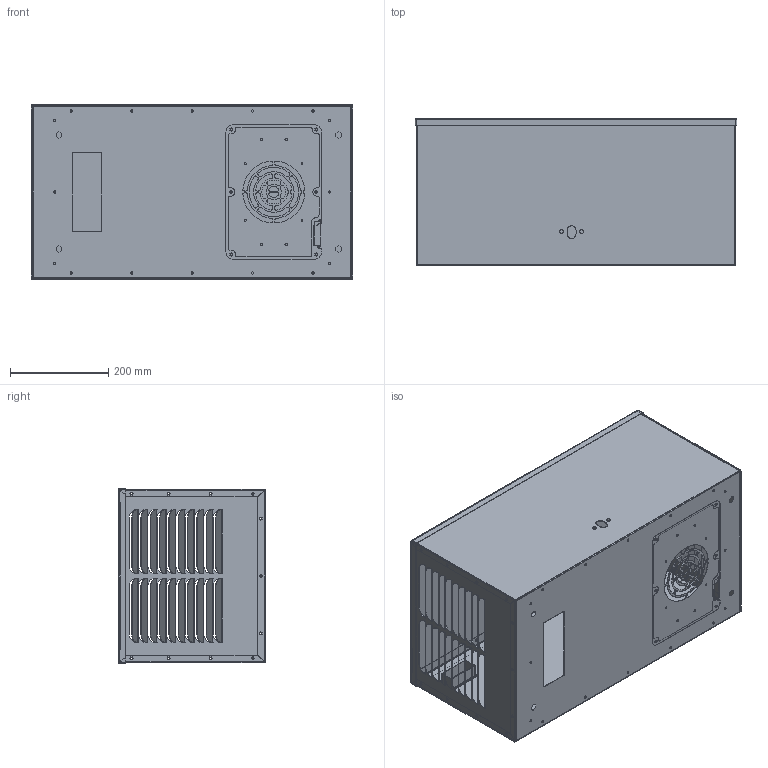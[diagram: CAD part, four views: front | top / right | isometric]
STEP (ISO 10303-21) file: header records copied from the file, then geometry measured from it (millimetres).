
FILE_DESCRIPTION(('STEP AP203'), '1');
FILE_NAME('T1000-MONTAJ', '', ('UNSPECIFIED'), ('UNSPECIFIED'), 'C3D Converter', 'C3D Toolkit', '');
FILE_SCHEMA(('CONFIG_CONTROL_DESIGN'));
Length unit declared in the file: millimetre
Products named in the file (7): T1000; Контроллер; Крышка_01; Крышка верхняя; Крышка задняя; Корпус
Assembly tree (6 placements, depth 2):
  T1000
    Контроллер
    Крышка_01
    Крышка_01
    Крышка верхняя
    Крышка задняя
    Корпус
Bounding box: 655.3 x 300.06 x 356.95 mm (x, y, z)
Volume: 1130581.1 mm3; surface area: 2292504.5 mm2
Topology: 7 solids, 7 shells, 1381 faces, 3695 edges, 2330 vertices
Faces by surface type: plane 619, cylinder 618, bspline 144
Full cylindrical faces by diameter (mm): 3 x2, 3.5 x4, 4.5 x62, 5 x4, 7.597 x1, 8 x1
Entity records: 57545 total; most frequent: CARTESIAN_POINT 11744, ORIENTED_EDGE 7242, DIRECTION 6777, EDGE_CURVE 3621, AXIS2_PLACEMENT_3D 2336, VERTEX_POINT 2330, LINE 2105, VECTOR 2105
